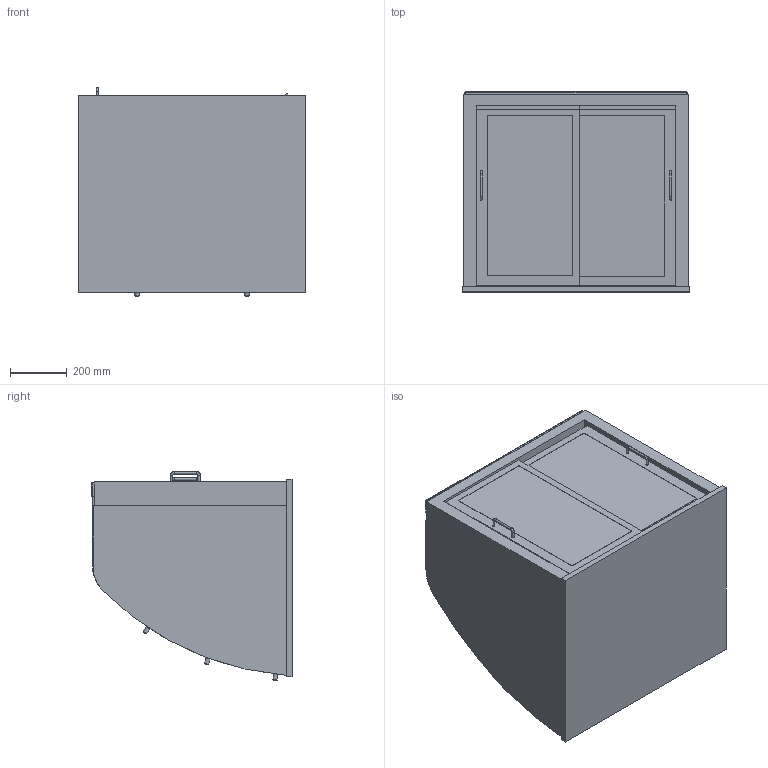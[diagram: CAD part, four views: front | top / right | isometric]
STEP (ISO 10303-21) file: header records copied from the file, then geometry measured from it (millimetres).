
FILE_DESCRIPTION(/* description */ ('Panoramaglasaufsatz ungekühlt'),/* implementation_level */ '2;1');
FILE_NAME(/* name */ '3D-AKE-00007625.stp',/* time_stamp */ '2023-05-30T13:34:18+02:00',/* author */ ('marina.schachner'),/* organization */ (''),/* preprocessor_version */ 'ST-DEVELOPER v18.1',/* originating_system */ 'Autodesk Inventor 2020',/* authorisation */ '');
FILE_SCHEMA (('AUTOMOTIVE_DESIGN { 1 0 10303 214 3 1 1 }'));
Length unit declared in the file: millimetre
Products named in the file (1): 3D-AKE-00007625
Bounding box: 800 x 704 x 733.43 mm (x, y, z)
Volume: 44241812.6 mm3; surface area: 8171836.6 mm2
Topology: 44 solids, 44 shells, 377 faces, 882 edges, 594 vertices
Faces by surface type: plane 289, cylinder 78, cone 6, torus 4
Full cylindrical faces by diameter (mm): 8 x6, 15 x6
Entity records: 10773 total; most frequent: CARTESIAN_POINT 1854, DIRECTION 1836, ORIENTED_EDGE 1764, EDGE_CURVE 882, LINE 684, VECTOR 684, VERTEX_POINT 594, AXIS2_PLACEMENT_3D 576
